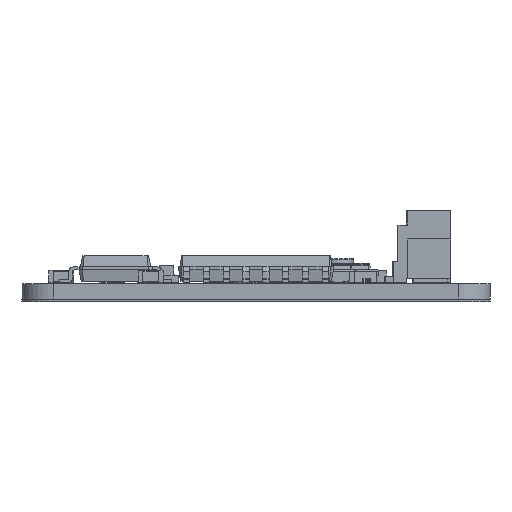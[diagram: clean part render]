
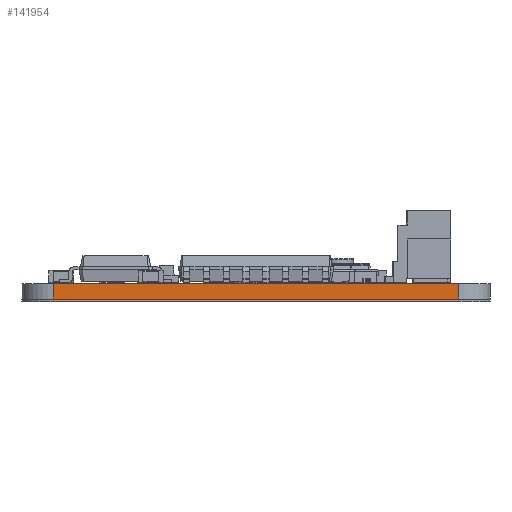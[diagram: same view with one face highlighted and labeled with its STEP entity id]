
A CAD part, left-side view. The second image highlights one B-rep face of the part: STEP entity #141954.
In plain terms, the highlighted planar face has unit normal (-1, 0, 0).
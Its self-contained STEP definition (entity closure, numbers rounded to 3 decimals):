
#137188 = PLANE('',#137189);
#137189 = AXIS2_PLACEMENT_3D('',#137190,#137191,#137192);
#137190 = CARTESIAN_POINT('',(0.,0.,
    0.99));
#137191 = DIRECTION('',(-0.,-0.,-1.));
#137192 = DIRECTION('',(-1.,0.,0.));
#137242 = PLANE('',#137243);
#137243 = AXIS2_PLACEMENT_3D('',#137244,#137245,#137246);
#137244 = CARTESIAN_POINT('',(0.,0.,0.)
  );
#137245 = DIRECTION('',(-0.,-0.,-1.));
#137246 = DIRECTION('',(-1.,0.,0.));
#137455 = VERTEX_POINT('',#137456);
#137456 = CARTESIAN_POINT('',(-23.,-13.,0.));
#137475 = CYLINDRICAL_SURFACE('',#137476,2.);
#137476 = AXIS2_PLACEMENT_3D('',#137477,#137478,#137479);
#137477 = CARTESIAN_POINT('',(-21.,-13.,0.));
#137478 = DIRECTION('',(-0.,-0.,-1.));
#137479 = DIRECTION('',(1.,0.,-0.));
#137487 = EDGE_CURVE('',#137455,#137488,#137490,.T.);
#137488 = VERTEX_POINT('',#137489);
#137489 = CARTESIAN_POINT('',(-23.,13.,0.));
#137490 = SURFACE_CURVE('',#137491,(#137495,#137502),.PCURVE_S1.);
#137491 = LINE('',#137492,#137493);
#137492 = CARTESIAN_POINT('',(-23.,-13.,0.));
#137493 = VECTOR('',#137494,1.);
#137494 = DIRECTION('',(0.,1.,0.));
#137495 = PCURVE('',#137242,#137496);
#137496 = DEFINITIONAL_REPRESENTATION('',(#137497),#137501);
#137497 = LINE('',#137498,#137499);
#137498 = CARTESIAN_POINT('',(23.,-13.));
#137499 = VECTOR('',#137500,1.);
#137500 = DIRECTION('',(0.,1.));
#137501 = ( GEOMETRIC_REPRESENTATION_CONTEXT(2) 
PARAMETRIC_REPRESENTATION_CONTEXT() REPRESENTATION_CONTEXT('2D SPACE',''
  ) );
#137502 = PCURVE('',#137503,#137508);
#137503 = PLANE('',#137504);
#137504 = AXIS2_PLACEMENT_3D('',#137505,#137506,#137507);
#137505 = CARTESIAN_POINT('',(-23.,-13.,0.));
#137506 = DIRECTION('',(-1.,0.,0.));
#137507 = DIRECTION('',(0.,1.,0.));
#137508 = DEFINITIONAL_REPRESENTATION('',(#137509),#137513);
#137509 = LINE('',#137510,#137511);
#137510 = CARTESIAN_POINT('',(0.,0.));
#137511 = VECTOR('',#137512,1.);
#137512 = DIRECTION('',(1.,0.));
#137513 = ( GEOMETRIC_REPRESENTATION_CONTEXT(2) 
PARAMETRIC_REPRESENTATION_CONTEXT() REPRESENTATION_CONTEXT('2D SPACE',''
  ) );
#137536 = CYLINDRICAL_SURFACE('',#137537,2.);
#137537 = AXIS2_PLACEMENT_3D('',#137538,#137539,#137540);
#137538 = CARTESIAN_POINT('',(-21.,13.,0.));
#137539 = DIRECTION('',(-0.,-0.,-1.));
#137540 = DIRECTION('',(1.,0.,-0.));
#139843 = VERTEX_POINT('',#139844);
#139844 = CARTESIAN_POINT('',(-23.,-13.,0.99));
#139870 = EDGE_CURVE('',#139843,#139871,#139873,.T.);
#139871 = VERTEX_POINT('',#139872);
#139872 = CARTESIAN_POINT('',(-23.,13.,0.99));
#139873 = SURFACE_CURVE('',#139874,(#139878,#139885),.PCURVE_S1.);
#139874 = LINE('',#139875,#139876);
#139875 = CARTESIAN_POINT('',(-23.,-13.,0.99));
#139876 = VECTOR('',#139877,1.);
#139877 = DIRECTION('',(0.,1.,0.));
#139878 = PCURVE('',#137188,#139879);
#139879 = DEFINITIONAL_REPRESENTATION('',(#139880),#139884);
#139880 = LINE('',#139881,#139882);
#139881 = CARTESIAN_POINT('',(23.,-13.));
#139882 = VECTOR('',#139883,1.);
#139883 = DIRECTION('',(0.,1.));
#139884 = ( GEOMETRIC_REPRESENTATION_CONTEXT(2) 
PARAMETRIC_REPRESENTATION_CONTEXT() REPRESENTATION_CONTEXT('2D SPACE',''
  ) );
#139885 = PCURVE('',#137503,#139886);
#139886 = DEFINITIONAL_REPRESENTATION('',(#139887),#139891);
#139887 = LINE('',#139888,#139889);
#139888 = CARTESIAN_POINT('',(0.,-0.99));
#139889 = VECTOR('',#139890,1.);
#139890 = DIRECTION('',(1.,0.));
#139891 = ( GEOMETRIC_REPRESENTATION_CONTEXT(2) 
PARAMETRIC_REPRESENTATION_CONTEXT() REPRESENTATION_CONTEXT('2D SPACE',''
  ) );
#141906 = EDGE_CURVE('',#137488,#139871,#141907,.T.);
#141907 = SURFACE_CURVE('',#141908,(#141912,#141919),.PCURVE_S1.);
#141908 = LINE('',#141909,#141910);
#141909 = CARTESIAN_POINT('',(-23.,13.,0.));
#141910 = VECTOR('',#141911,1.);
#141911 = DIRECTION('',(0.,0.,1.));
#141912 = PCURVE('',#137536,#141913);
#141913 = DEFINITIONAL_REPRESENTATION('',(#141914),#141918);
#141914 = LINE('',#141915,#141916);
#141915 = CARTESIAN_POINT('',(-3.142,0.));
#141916 = VECTOR('',#141917,1.);
#141917 = DIRECTION('',(-0.,-1.));
#141918 = ( GEOMETRIC_REPRESENTATION_CONTEXT(2) 
PARAMETRIC_REPRESENTATION_CONTEXT() REPRESENTATION_CONTEXT('2D SPACE',''
  ) );
#141919 = PCURVE('',#137503,#141920);
#141920 = DEFINITIONAL_REPRESENTATION('',(#141921),#141925);
#141921 = LINE('',#141922,#141923);
#141922 = CARTESIAN_POINT('',(26.,0.));
#141923 = VECTOR('',#141924,1.);
#141924 = DIRECTION('',(0.,-1.));
#141925 = ( GEOMETRIC_REPRESENTATION_CONTEXT(2) 
PARAMETRIC_REPRESENTATION_CONTEXT() REPRESENTATION_CONTEXT('2D SPACE',''
  ) );
#141931 = EDGE_CURVE('',#137455,#139843,#141932,.T.);
#141932 = SURFACE_CURVE('',#141933,(#141937,#141944),.PCURVE_S1.);
#141933 = LINE('',#141934,#141935);
#141934 = CARTESIAN_POINT('',(-23.,-13.,0.));
#141935 = VECTOR('',#141936,1.);
#141936 = DIRECTION('',(0.,0.,1.));
#141937 = PCURVE('',#137475,#141938);
#141938 = DEFINITIONAL_REPRESENTATION('',(#141939),#141943);
#141939 = LINE('',#141940,#141941);
#141940 = CARTESIAN_POINT('',(-3.142,0.));
#141941 = VECTOR('',#141942,1.);
#141942 = DIRECTION('',(-0.,-1.));
#141943 = ( GEOMETRIC_REPRESENTATION_CONTEXT(2) 
PARAMETRIC_REPRESENTATION_CONTEXT() REPRESENTATION_CONTEXT('2D SPACE',''
  ) );
#141944 = PCURVE('',#137503,#141945);
#141945 = DEFINITIONAL_REPRESENTATION('',(#141946),#141950);
#141946 = LINE('',#141947,#141948);
#141947 = CARTESIAN_POINT('',(0.,0.));
#141948 = VECTOR('',#141949,1.);
#141949 = DIRECTION('',(0.,-1.));
#141950 = ( GEOMETRIC_REPRESENTATION_CONTEXT(2) 
PARAMETRIC_REPRESENTATION_CONTEXT() REPRESENTATION_CONTEXT('2D SPACE',''
  ) );
#141954 = ADVANCED_FACE('',(#141955),#137503,.T.);
#141955 = FACE_BOUND('',#141956,.T.);
#141956 = EDGE_LOOP('',(#141957,#141958,#141959,#141960));
#141957 = ORIENTED_EDGE('',*,*,#141931,.T.);
#141958 = ORIENTED_EDGE('',*,*,#139870,.T.);
#141959 = ORIENTED_EDGE('',*,*,#141906,.F.);
#141960 = ORIENTED_EDGE('',*,*,#137487,.F.);
